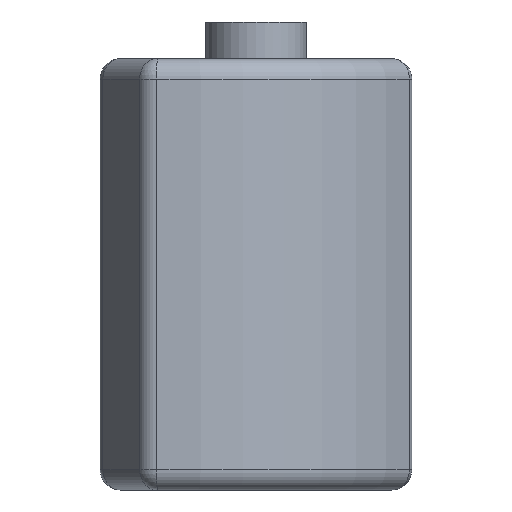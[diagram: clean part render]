
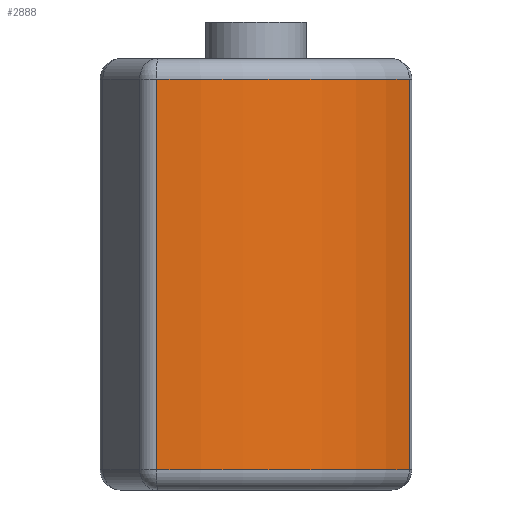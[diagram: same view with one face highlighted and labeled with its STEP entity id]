
A CAD part, front view. The second image highlights one B-rep face of the part: STEP entity #2888.
In plain terms, the highlighted cylindrical face has radius 46.317 mm (diameter 92.633 mm), a partial arc.
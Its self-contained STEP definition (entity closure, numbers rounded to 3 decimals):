
#1783 = TOROIDAL_SURFACE('',#1784,42.917,3.4);
#1784 = AXIS2_PLACEMENT_3D('',#1785,#1786,#1787);
#1785 = CARTESIAN_POINT('',(-25.208,76.342,3.4));
#1786 = DIRECTION('',(0.,-0.,-1.));
#1787 = DIRECTION('',(0.894,-0.448,0.));
#1820 = VERTEX_POINT('',#1821);
#1821 = CARTESIAN_POINT('',(15.541,54.326,3.4));
#1848 = EDGE_CURVE('',#1820,#1849,#1851,.T.);
#1849 = VERTEX_POINT('',#1850);
#1850 = CARTESIAN_POINT('',(-26.517,30.043,3.4));
#1851 = SURFACE_CURVE('',#1852,(#1857,#1864),.PCURVE_S1.);
#1852 = CIRCLE('',#1853,46.317);
#1853 = AXIS2_PLACEMENT_3D('',#1854,#1855,#1856);
#1854 = CARTESIAN_POINT('',(-25.208,76.342,3.4));
#1855 = DIRECTION('',(0.,-0.,-1.));
#1856 = DIRECTION('',(0.894,-0.448,0.));
#1857 = PCURVE('',#1783,#1858);
#1858 = DEFINITIONAL_REPRESENTATION('',(#1859),#1863);
#1859 = LINE('',#1860,#1861);
#1860 = CARTESIAN_POINT('',(0.,0.));
#1861 = VECTOR('',#1862,1.);
#1862 = DIRECTION('',(1.,0.));
#1863 = ( GEOMETRIC_REPRESENTATION_CONTEXT(2) 
PARAMETRIC_REPRESENTATION_CONTEXT() REPRESENTATION_CONTEXT('2D SPACE',''
  ) );
#1864 = PCURVE('',#1865,#1870);
#1865 = CYLINDRICAL_SURFACE('',#1866,46.317);
#1866 = AXIS2_PLACEMENT_3D('',#1867,#1868,#1869);
#1867 = CARTESIAN_POINT('',(-25.208,76.342,0.9));
#1868 = DIRECTION('',(0.,0.,-1.));
#1869 = DIRECTION('',(0.894,-0.448,0.));
#1870 = DEFINITIONAL_REPRESENTATION('',(#1871),#1875);
#1871 = LINE('',#1872,#1873);
#1872 = CARTESIAN_POINT('',(0.,-2.5));
#1873 = VECTOR('',#1874,1.);
#1874 = DIRECTION('',(1.,0.));
#1875 = ( GEOMETRIC_REPRESENTATION_CONTEXT(2) 
PARAMETRIC_REPRESENTATION_CONTEXT() REPRESENTATION_CONTEXT('2D SPACE',''
  ) );
#2030 = CYLINDRICAL_SURFACE('',#2031,3.4);
#2031 = AXIS2_PLACEMENT_3D('',#2032,#2033,#2034);
#2032 = CARTESIAN_POINT('',(12.55,55.942,0.9));
#2033 = DIRECTION('',(0.,0.,1.));
#2034 = DIRECTION('',(0.88,-0.475,0.));
#2132 = EDGE_CURVE('',#1820,#2133,#2135,.T.);
#2133 = VERTEX_POINT('',#2134);
#2134 = CARTESIAN_POINT('',(15.541,54.326,68.4));
#2135 = SURFACE_CURVE('',#2136,(#2140,#2147),.PCURVE_S1.);
#2136 = LINE('',#2137,#2138);
#2137 = CARTESIAN_POINT('',(15.541,54.326,0.9));
#2138 = VECTOR('',#2139,1.);
#2139 = DIRECTION('',(0.,0.,1.));
#2140 = PCURVE('',#2030,#2141);
#2141 = DEFINITIONAL_REPRESENTATION('',(#2142),#2146);
#2142 = LINE('',#2143,#2144);
#2143 = CARTESIAN_POINT('',(0.,0.));
#2144 = VECTOR('',#2145,1.);
#2145 = DIRECTION('',(0.,1.));
#2146 = ( GEOMETRIC_REPRESENTATION_CONTEXT(2) 
PARAMETRIC_REPRESENTATION_CONTEXT() REPRESENTATION_CONTEXT('2D SPACE',''
  ) );
#2147 = PCURVE('',#1865,#2148);
#2148 = DEFINITIONAL_REPRESENTATION('',(#2149),#2153);
#2149 = LINE('',#2150,#2151);
#2150 = CARTESIAN_POINT('',(0.031,0.));
#2151 = VECTOR('',#2152,1.);
#2152 = DIRECTION('',(-0.,-1.));
#2153 = ( GEOMETRIC_REPRESENTATION_CONTEXT(2) 
PARAMETRIC_REPRESENTATION_CONTEXT() REPRESENTATION_CONTEXT('2D SPACE',''
  ) );
#2496 = CYLINDRICAL_SURFACE('',#2497,3.4);
#2497 = AXIS2_PLACEMENT_3D('',#2498,#2499,#2500);
#2498 = CARTESIAN_POINT('',(-26.421,33.442,0.9));
#2499 = DIRECTION('',(0.,0.,1.));
#2500 = DIRECTION('',(-0.866,-0.5,0.));
#2555 = EDGE_CURVE('',#1849,#2556,#2558,.T.);
#2556 = VERTEX_POINT('',#2557);
#2557 = CARTESIAN_POINT('',(-26.517,30.043,68.4));
#2558 = SURFACE_CURVE('',#2559,(#2563,#2570),.PCURVE_S1.);
#2559 = LINE('',#2560,#2561);
#2560 = CARTESIAN_POINT('',(-26.517,30.043,0.9));
#2561 = VECTOR('',#2562,1.);
#2562 = DIRECTION('',(0.,0.,1.));
#2563 = PCURVE('',#2496,#2564);
#2564 = DEFINITIONAL_REPRESENTATION('',(#2565),#2569);
#2565 = LINE('',#2566,#2567);
#2566 = CARTESIAN_POINT('',(1.019,0.));
#2567 = VECTOR('',#2568,1.);
#2568 = DIRECTION('',(0.,1.));
#2569 = ( GEOMETRIC_REPRESENTATION_CONTEXT(2) 
PARAMETRIC_REPRESENTATION_CONTEXT() REPRESENTATION_CONTEXT('2D SPACE',''
  ) );
#2570 = PCURVE('',#1865,#2571);
#2571 = DEFINITIONAL_REPRESENTATION('',(#2572),#2576);
#2572 = LINE('',#2573,#2574);
#2573 = CARTESIAN_POINT('',(1.135,0.));
#2574 = VECTOR('',#2575,1.);
#2575 = DIRECTION('',(-0.,-1.));
#2576 = ( GEOMETRIC_REPRESENTATION_CONTEXT(2) 
PARAMETRIC_REPRESENTATION_CONTEXT() REPRESENTATION_CONTEXT('2D SPACE',''
  ) );
#2703 = TOROIDAL_SURFACE('',#2704,42.917,3.4);
#2704 = AXIS2_PLACEMENT_3D('',#2705,#2706,#2707);
#2705 = CARTESIAN_POINT('',(-25.208,76.342,68.4));
#2706 = DIRECTION('',(0.,0.,1.));
#2707 = DIRECTION('',(0.894,-0.448,0.));
#2743 = EDGE_CURVE('',#2133,#2556,#2744,.T.);
#2744 = SURFACE_CURVE('',#2745,(#2750,#2757),.PCURVE_S1.);
#2745 = CIRCLE('',#2746,46.317);
#2746 = AXIS2_PLACEMENT_3D('',#2747,#2748,#2749);
#2747 = CARTESIAN_POINT('',(-25.208,76.342,68.4));
#2748 = DIRECTION('',(0.,-0.,-1.));
#2749 = DIRECTION('',(0.894,-0.448,0.));
#2750 = PCURVE('',#2703,#2751);
#2751 = DEFINITIONAL_REPRESENTATION('',(#2752),#2756);
#2752 = LINE('',#2753,#2754);
#2753 = CARTESIAN_POINT('',(-0.,0.));
#2754 = VECTOR('',#2755,1.);
#2755 = DIRECTION('',(-1.,0.));
#2756 = ( GEOMETRIC_REPRESENTATION_CONTEXT(2) 
PARAMETRIC_REPRESENTATION_CONTEXT() REPRESENTATION_CONTEXT('2D SPACE',''
  ) );
#2757 = PCURVE('',#1865,#2758);
#2758 = DEFINITIONAL_REPRESENTATION('',(#2759),#2763);
#2759 = LINE('',#2760,#2761);
#2760 = CARTESIAN_POINT('',(0.,-67.5));
#2761 = VECTOR('',#2762,1.);
#2762 = DIRECTION('',(1.,0.));
#2763 = ( GEOMETRIC_REPRESENTATION_CONTEXT(2) 
PARAMETRIC_REPRESENTATION_CONTEXT() REPRESENTATION_CONTEXT('2D SPACE',''
  ) );
#2888 = ADVANCED_FACE('',(#2889),#1865,.T.);
#2889 = FACE_BOUND('',#2890,.T.);
#2890 = EDGE_LOOP('',(#2891,#2892,#2893,#2894));
#2891 = ORIENTED_EDGE('',*,*,#2555,.F.);
#2892 = ORIENTED_EDGE('',*,*,#1848,.F.);
#2893 = ORIENTED_EDGE('',*,*,#2132,.T.);
#2894 = ORIENTED_EDGE('',*,*,#2743,.T.);
